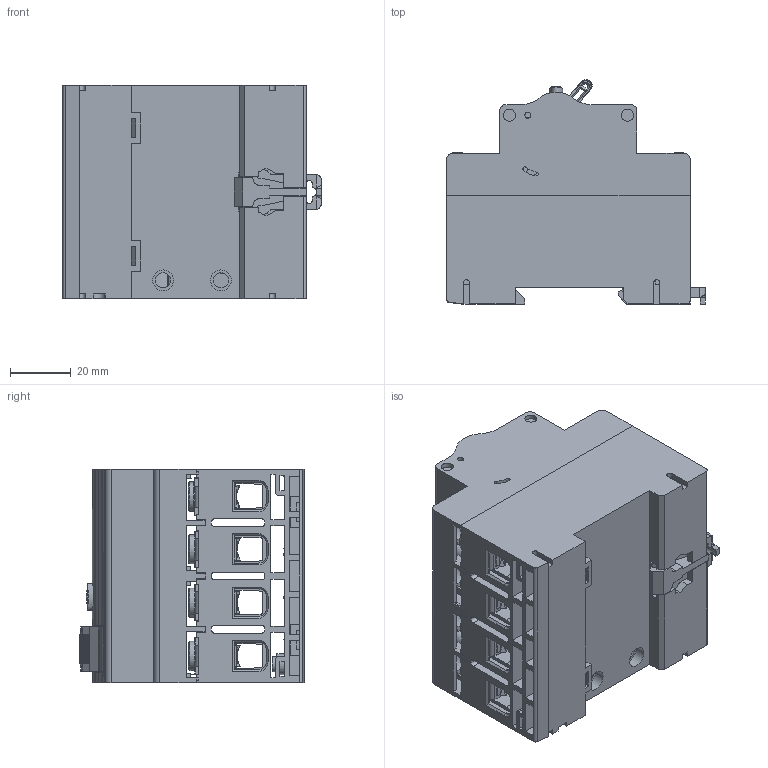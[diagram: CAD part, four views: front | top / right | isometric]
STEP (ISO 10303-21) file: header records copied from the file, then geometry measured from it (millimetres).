
FILE_DESCRIPTION (( 'STEP AP214' ), '1' );
FILE_NAME ('4P.STEP', '2018-04-24T02:41:40', ( '' ), ( '' ), 'SwSTEP 2.0', 'SolidWorks 2011', '' );
FILE_SCHEMA (( 'AUTOMOTIVE_DESIGN' ));
Length unit declared in the file: millimetre
Products named in the file (1): 4P
Bounding box: 85 x 73.8 x 70 mm (x, y, z)
Surface area: 61984.7 mm2 (no closed solid volume)
Topology: 0 solids, 57 shells, 1239 faces, 5415 edges, 4069 vertices
Faces by surface type: plane 892, cylinder 271, bspline 29, cone 27, torus 20
Full cylindrical faces by diameter (mm): 1.6 x1, 2 x2, 4 x3, 4.8 x4, 5 x10, 6.8 x2, 8 x8, 9.6 x8
Entity records: 69632 total; most frequent: CARTESIAN_POINT 13537, DIRECTION 8489, ORIENTED_EDGE 7672, EDGE_CURVE 5312, VECTOR 4099, LINE 4099, VERTEX_POINT 4034, AXIS2_PLACEMENT_3D 2195
